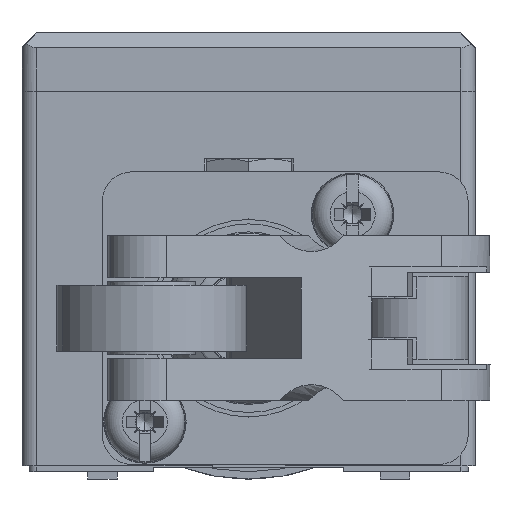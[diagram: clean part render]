
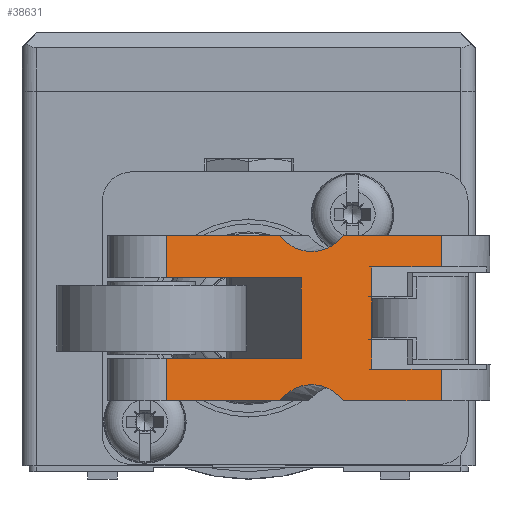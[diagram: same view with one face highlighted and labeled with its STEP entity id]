
A CAD part, left-side view. The second image highlights one B-rep face of the part: STEP entity #38631.
In plain terms, the highlighted face is planar.
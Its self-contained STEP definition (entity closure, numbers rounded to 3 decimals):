
#3048 = CARTESIAN_POINT ( 'NONE',  ( -11.365, 18.548, -36.457 ) ) ;
#3052 = PLANE ( 'NONE',  #22023 ) ;
#3057 = DIRECTION ( 'NONE',  ( 0.027, 1., 0. ) ) ;
#3059 = DIRECTION ( 'NONE',  ( -1., 0.027, 0. ) ) ;
#3874 = EDGE_CURVE ( 'NONE', #7297, #7327, #32440, .T. ) ;
#3879 = EDGE_CURVE ( 'NONE', #7331, #7333, #32444, .T. ) ;
#3920 = EDGE_CURVE ( 'NONE', #7327, #7362, #32549, .T. ) ;
#3921 = EDGE_CURVE ( 'NONE', #7354, #7297, #32552, .T. ) ;
#3922 = EDGE_CURVE ( 'NONE', #7365, #7354, #32546, .T. ) ;
#3923 = EDGE_CURVE ( 'NONE', #7365, #7367, #32557, .T. ) ;
#3924 = EDGE_CURVE ( 'NONE', #7367, #7368, #32560, .T. ) ;
#3925 = EDGE_CURVE ( 'NONE', #7364, #7368, #32564, .T. ) ;
#3926 = EDGE_CURVE ( 'NONE', #7364, #7370, #32554, .T. ) ;
#3927 = EDGE_CURVE ( 'NONE', #7331, #7370, #32570, .T. ) ;
#3928 = EDGE_CURVE ( 'NONE', #7358, #7333, #32574, .T. ) ;
#3929 = EDGE_CURVE ( 'NONE', #7371, #7358, #32575, .T. ) ;
#3930 = EDGE_CURVE ( 'NONE', #7363, #7371, #32567, .T. ) ;
#3931 = EDGE_CURVE ( 'NONE', #7369, #7363, #32578, .T. ) ;
#3932 = EDGE_CURVE ( 'NONE', #7366, #7369, #32585, .T. ) ;
#3933 = EDGE_CURVE ( 'NONE', #7372, #7366, #32582, .T. ) ;
#3934 = EDGE_CURVE ( 'NONE', #7372, #7377, #32588, .T. ) ;
#3935 = EDGE_CURVE ( 'NONE', #7362, #7377, #32595, .T. ) ;
#6450 = ORIENTED_EDGE ( 'NONE', *, *, #3920, .F. ) ;
#6451 = ORIENTED_EDGE ( 'NONE', *, *, #3874, .F. ) ;
#6452 = ORIENTED_EDGE ( 'NONE', *, *, #3921, .F. ) ;
#6453 = ORIENTED_EDGE ( 'NONE', *, *, #3922, .F. ) ;
#6454 = ORIENTED_EDGE ( 'NONE', *, *, #3923, .T. ) ;
#6455 = ORIENTED_EDGE ( 'NONE', *, *, #3924, .T. ) ;
#6456 = ORIENTED_EDGE ( 'NONE', *, *, #3925, .F. ) ;
#6457 = ORIENTED_EDGE ( 'NONE', *, *, #3926, .T. ) ;
#6458 = ORIENTED_EDGE ( 'NONE', *, *, #3927, .F. ) ;
#6459 = ORIENTED_EDGE ( 'NONE', *, *, #3879, .T. ) ;
#6460 = ORIENTED_EDGE ( 'NONE', *, *, #3928, .F. ) ;
#6461 = ORIENTED_EDGE ( 'NONE', *, *, #3929, .F. ) ;
#6462 = ORIENTED_EDGE ( 'NONE', *, *, #3930, .F. ) ;
#6463 = ORIENTED_EDGE ( 'NONE', *, *, #3931, .F. ) ;
#6464 = ORIENTED_EDGE ( 'NONE', *, *, #3932, .F. ) ;
#6465 = ORIENTED_EDGE ( 'NONE', *, *, #3933, .F. ) ;
#6466 = ORIENTED_EDGE ( 'NONE', *, *, #3934, .T. ) ;
#6467 = ORIENTED_EDGE ( 'NONE', *, *, #3935, .F. ) ;
#7297 = VERTEX_POINT ( 'NONE', #42574 ) ;
#7327 = VERTEX_POINT ( 'NONE', #42606 ) ;
#7331 = VERTEX_POINT ( 'NONE', #42611 ) ;
#7333 = VERTEX_POINT ( 'NONE', #42613 ) ;
#7354 = VERTEX_POINT ( 'NONE', #42635 ) ;
#7358 = VERTEX_POINT ( 'NONE', #42640 ) ;
#7362 = VERTEX_POINT ( 'NONE', #42644 ) ;
#7363 = VERTEX_POINT ( 'NONE', #42645 ) ;
#7364 = VERTEX_POINT ( 'NONE', #42646 ) ;
#7365 = VERTEX_POINT ( 'NONE', #42647 ) ;
#7366 = VERTEX_POINT ( 'NONE', #42648 ) ;
#7367 = VERTEX_POINT ( 'NONE', #42649 ) ;
#7368 = VERTEX_POINT ( 'NONE', #42650 ) ;
#7369 = VERTEX_POINT ( 'NONE', #42651 ) ;
#7370 = VERTEX_POINT ( 'NONE', #42653 ) ;
#7371 = VERTEX_POINT ( 'NONE', #42654 ) ;
#7372 = VERTEX_POINT ( 'NONE', #42655 ) ;
#7377 = VERTEX_POINT ( 'NONE', #42660 ) ;
#7938 = EDGE_LOOP ( 'NONE', ( #6450, #6451, #6452, #6453, #6454, #6455, #6456, #6457, #6458, #6459, #6460, #6461, #6462, #6463, #6464, #6465, #6466, #6467 ) ) ;
#21249 = AXIS2_PLACEMENT_3D ( 'NONE', #34476, #34477, #34478 ) ;
#21250 = AXIS2_PLACEMENT_3D ( 'NONE', #34491, #34492, #34493 ) ;
#22023 = AXIS2_PLACEMENT_3D ( 'NONE', #3048, #3057, #3059 ) ;
#32440 = LINE ( 'NONE', #34345, #32442 ) ;
#32442 = VECTOR ( 'NONE', #34339, 1000. ) ;
#32444 = LINE ( 'NONE', #34360, #32450 ) ;
#32450 = VECTOR ( 'NONE', #34357, 1000. ) ;
#32546 = LINE ( 'NONE', #34475, #32559 ) ;
#32549 = CIRCLE ( 'NONE', #21249, 2.955 ) ;
#32552 = LINE ( 'NONE', #34472, #32556 ) ;
#32554 = LINE ( 'NONE', #34474, #32572 ) ;
#32556 = VECTOR ( 'NONE', #34469, 1000. ) ;
#32557 = LINE ( 'NONE', #34481, #32562 ) ;
#32559 = VECTOR ( 'NONE', #34480, 1000. ) ;
#32560 = LINE ( 'NONE', #34483, #32565 ) ;
#32562 = VECTOR ( 'NONE', #34482, 1000. ) ;
#32564 = LINE ( 'NONE', #34485, #32569 ) ;
#32565 = VECTOR ( 'NONE', #34484, 1000. ) ;
#32567 = LINE ( 'NONE', #34490, #32583 ) ;
#32569 = VECTOR ( 'NONE', #34487, 1000. ) ;
#32570 = CIRCLE ( 'NONE', #21250, 2.955 ) ;
#32572 = VECTOR ( 'NONE', #34488, 1000. ) ;
#32574 = LINE ( 'NONE', #34486, #32577 ) ;
#32575 = LINE ( 'NONE', #34494, #32580 ) ;
#32577 = VECTOR ( 'NONE', #34479, 1000. ) ;
#32578 = LINE ( 'NONE', #34489, #32587 ) ;
#32580 = VECTOR ( 'NONE', #34496, 1000. ) ;
#32582 = LINE ( 'NONE', #34495, #32593 ) ;
#32583 = VECTOR ( 'NONE', #34497, 1000. ) ;
#32585 = LINE ( 'NONE', #34500, #32590 ) ;
#32587 = VECTOR ( 'NONE', #34499, 1000. ) ;
#32588 = LINE ( 'NONE', #34498, #32596 ) ;
#32590 = VECTOR ( 'NONE', #34501, 1000. ) ;
#32593 = VECTOR ( 'NONE', #34502, 1000. ) ;
#32595 = LINE ( 'NONE', #34504, #32600 ) ;
#32596 = VECTOR ( 'NONE', #34503, 1000. ) ;
#32600 = VECTOR ( 'NONE', #34505, 1000. ) ;
#34339 = DIRECTION ( 'NONE',  ( -1., 0.027, 0. ) ) ;
#34345 = CARTESIAN_POINT ( 'NONE',  ( -11.365, 18.548, 5.65 ) ) ;
#34357 = DIRECTION ( 'NONE',  ( -1., 0.027, 0. ) ) ;
#34360 = CARTESIAN_POINT ( 'NONE',  ( -11.365, 18.548, -5.65 ) ) ;
#34469 = DIRECTION ( 'NONE',  ( 0., 0., 1. ) ) ;
#34472 = CARTESIAN_POINT ( 'NONE',  ( 8.581, 18.009, -36.457 ) ) ;
#34474 = CARTESIAN_POINT ( 'NONE',  ( -11.365, 18.548, -5.65 ) ) ;
#34475 = CARTESIAN_POINT ( 'NONE',  ( -11.365, 18.548, 2.75 ) ) ;
#34476 = CARTESIAN_POINT ( 'NONE',  ( -1.968, 18.294, 7.505 ) ) ;
#34477 = DIRECTION ( 'NONE',  ( 0.027, 1., 0. ) ) ;
#34478 = DIRECTION ( 'NONE',  ( 1., -0.027, 0. ) ) ;
#34479 = DIRECTION ( 'NONE',  ( 0., 0., -1. ) ) ;
#34480 = DIRECTION ( 'NONE',  ( 1., -0.027, 0. ) ) ;
#34481 = CARTESIAN_POINT ( 'NONE',  ( -1.209, 18.274, -36.457 ) ) ;
#34482 = DIRECTION ( 'NONE',  ( 0., 0., -1. ) ) ;
#34483 = CARTESIAN_POINT ( 'NONE',  ( -11.365, 18.548, -2.75 ) ) ;
#34484 = DIRECTION ( 'NONE',  ( 1., -0.027, 0. ) ) ;
#34485 = CARTESIAN_POINT ( 'NONE',  ( 8.581, 18.009, -36.457 ) ) ;
#34486 = CARTESIAN_POINT ( 'NONE',  ( -11.365, 18.548, 42.757 ) ) ;
#34487 = DIRECTION ( 'NONE',  ( 0., 0., 1. ) ) ;
#34488 = DIRECTION ( 'NONE',  ( -1., 0.027, 0. ) ) ;
#34489 = CARTESIAN_POINT ( 'NONE',  ( -6.309, 18.412, 11.301 ) ) ;
#34490 = CARTESIAN_POINT ( 'NONE',  ( -6.309, 18.412, -3.5 ) ) ;
#34491 = CARTESIAN_POINT ( 'NONE',  ( -1.968, 18.294, -7.505 ) ) ;
#34492 = DIRECTION ( 'NONE',  ( 0.027, 1., 0. ) ) ;
#34493 = DIRECTION ( 'NONE',  ( -1., 0.027, 0. ) ) ;
#34494 = CARTESIAN_POINT ( 'NONE',  ( -16.363, 18.683, -3.5 ) ) ;
#34495 = CARTESIAN_POINT ( 'NONE',  ( -16.363, 18.683, 3.5 ) ) ;
#34496 = DIRECTION ( 'NONE',  ( -1., 0.027, 0. ) ) ;
#34497 = DIRECTION ( 'NONE',  ( 0., 0., -1. ) ) ;
#34498 = CARTESIAN_POINT ( 'NONE',  ( -11.365, 18.548, -36.457 ) ) ;
#34499 = DIRECTION ( 'NONE',  ( 0., 0., -1. ) ) ;
#34500 = CARTESIAN_POINT ( 'NONE',  ( -6.309, 18.412, -3.5 ) ) ;
#34501 = DIRECTION ( 'NONE',  ( 0., 0., -1. ) ) ;
#34502 = DIRECTION ( 'NONE',  ( 1., -0.027, 0. ) ) ;
#34503 = DIRECTION ( 'NONE',  ( 0., 0., 1. ) ) ;
#34504 = CARTESIAN_POINT ( 'NONE',  ( -11.365, 18.548, 5.65 ) ) ;
#34505 = DIRECTION ( 'NONE',  ( -1., 0.027, 0. ) ) ;
#38631 = ADVANCED_FACE ( 'NONE', ( #59697 ), #3052, .T. ) ;
#42574 = CARTESIAN_POINT ( 'NONE',  ( 8.581, 18.009, 5.65 ) ) ;
#42606 = CARTESIAN_POINT ( 'NONE',  ( 0.331, 18.232, 5.65 ) ) ;
#42611 = CARTESIAN_POINT ( 'NONE',  ( -4.268, 18.356, -5.65 ) ) ;
#42613 = CARTESIAN_POINT ( 'NONE',  ( -11.365, 18.548, -5.65 ) ) ;
#42635 = CARTESIAN_POINT ( 'NONE',  ( 8.581, 18.009, 2.75 ) ) ;
#42640 = CARTESIAN_POINT ( 'NONE',  ( -11.365, 18.548, -3.5 ) ) ;
#42644 = CARTESIAN_POINT ( 'NONE',  ( -4.268, 18.356, 5.65 ) ) ;
#42645 = CARTESIAN_POINT ( 'NONE',  ( -6.309, 18.412, -1.45 ) ) ;
#42646 = CARTESIAN_POINT ( 'NONE',  ( 8.581, 18.009, -5.65 ) ) ;
#42647 = CARTESIAN_POINT ( 'NONE',  ( -1.209, 18.274, 2.75 ) ) ;
#42648 = CARTESIAN_POINT ( 'NONE',  ( -6.309, 18.412, 3.5 ) ) ;
#42649 = CARTESIAN_POINT ( 'NONE',  ( -1.209, 18.274, -2.75 ) ) ;
#42650 = CARTESIAN_POINT ( 'NONE',  ( 8.581, 18.009, -2.75 ) ) ;
#42651 = CARTESIAN_POINT ( 'NONE',  ( -6.309, 18.412, 1.45 ) ) ;
#42653 = CARTESIAN_POINT ( 'NONE',  ( 0.331, 18.232, -5.65 ) ) ;
#42654 = CARTESIAN_POINT ( 'NONE',  ( -6.309, 18.412, -3.5 ) ) ;
#42655 = CARTESIAN_POINT ( 'NONE',  ( -11.365, 18.548, 3.5 ) ) ;
#42660 = CARTESIAN_POINT ( 'NONE',  ( -11.365, 18.548, 5.65 ) ) ;
#59697 = FACE_OUTER_BOUND ( 'NONE', #7938, .T. ) ;
